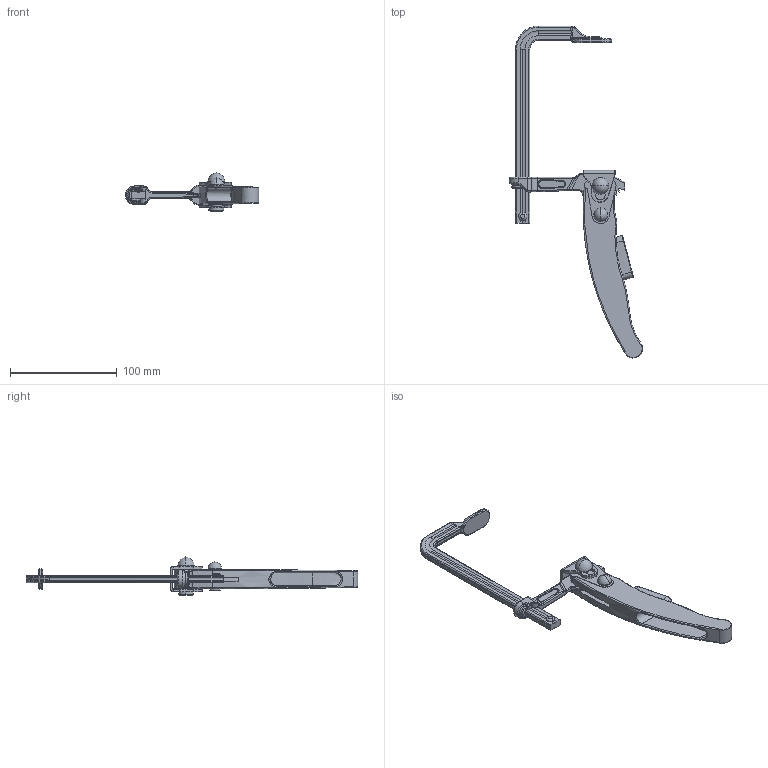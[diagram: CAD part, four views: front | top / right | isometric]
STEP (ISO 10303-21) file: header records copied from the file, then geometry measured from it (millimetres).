
FILE_DESCRIPTION (( 'STEP AP214' ), '1' );
FILE_NAME ('GH-G12L.STEP', '2025-12-23T01:01:24', ( '' ), ( '' ), 'SwSTEP 2.0', 'SolidWorks 2016', '' );
FILE_SCHEMA (( 'AUTOMOTIVE_DESIGN' ));
Length unit declared in the file: millimetre
Products named in the file (9): 錨璃8; G12L08; 錨璃7; G16L01; G12L05; 錨璃13; G12L10; GH-G12L; G12L_rivet
Assembly tree (8 placements, depth 2):
  GH-G12L
    G12L08
    G12L05
    G16L01
    G12L10
    錨璃13
    G12L_rivet
    錨璃7
    錨璃8
Bounding box: 125.2 x 311.68 x 35.92 mm (x, y, z)
Volume: 95051.2 mm3; surface area: 47122.1 mm2
Topology: 8 solids, 8 shells, 493 faces, 1220 edges, 744 vertices
Faces by surface type: cylinder 199, plane 110, torus 103, bspline 70, cone 9, sphere 2
Entity records: 17879 total; most frequent: CARTESIAN_POINT 6200, ORIENTED_EDGE 2432, DIRECTION 2400, EDGE_CURVE 1216, AXIS2_PLACEMENT_3D 977, VERTEX_POINT 744, CIRCLE 543, EDGE_LOOP 518
